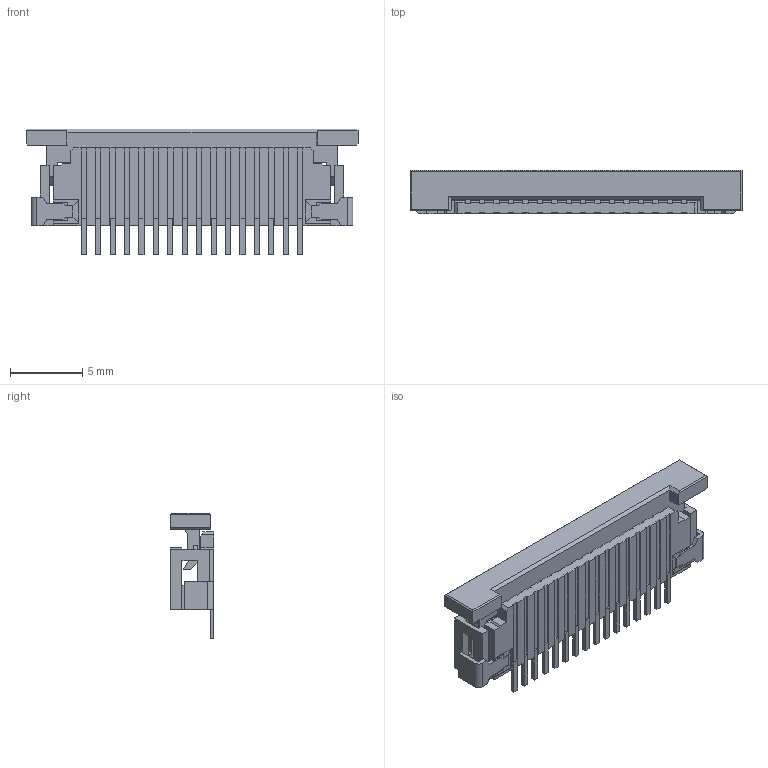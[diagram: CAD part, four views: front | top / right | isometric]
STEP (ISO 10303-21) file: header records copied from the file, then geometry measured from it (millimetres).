
FILE_DESCRIPTION((''),'2;1');
FILE_NAME('522711679','2014-05-29T',('me'),(''),'PRO/ENGINEER BY PARAMETRIC TECHNOLOGY CORPORATION, 2011490','PRO/ENGINEER BY PARAMETRIC TECHNOLOGY CORPORATION, 2011490','');
FILE_SCHEMA(('CONFIG_CONTROL_DESIGN'));
Length unit declared in the file: millimetre
Products named in the file (1): 522711679
Bounding box: 23 x 3 x 8.7 mm (x, y, z)
Volume: 259.7 mm3; surface area: 1030.9 mm2
Topology: 1 solids, 1 shells, 577 faces, 1958 edges, 1310 vertices
Faces by surface type: plane 569, cylinder 8
Entity records: 20885 total; most frequent: CARTESIAN_POINT 3774, ORIENTED_EDGE 3772, DIRECTION 3130, VECTOR 1942, LINE 1942, EDGE_CURVE 1886, VERTEX_POINT 1238, EDGE_LOOP 612
